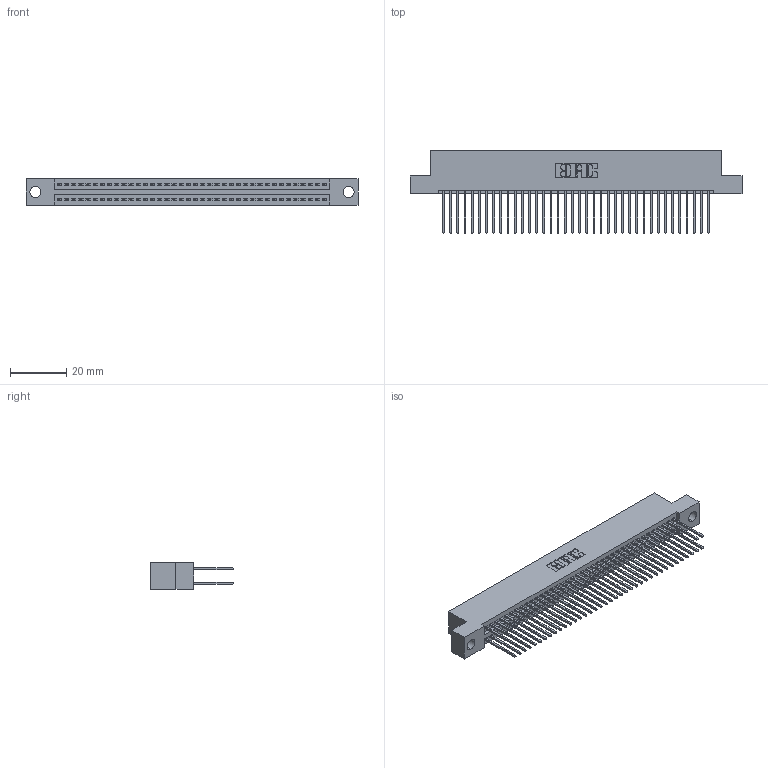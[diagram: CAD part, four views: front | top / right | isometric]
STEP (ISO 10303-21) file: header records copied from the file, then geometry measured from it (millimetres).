
FILE_DESCRIPTION (( 'STEP AP203' ), '1' );
FILE_NAME ('395-076-540-204.STEP', '2021-06-17T06:00:05', ( '' ), ( '' ), 'SwSTEP 2.0', 'SolidWorks 2020', '' );
FILE_SCHEMA (( 'CONFIG_CONTROL_DESIGN' ));
Length unit declared in the file: inch
Products named in the file (3): 345-292-001_345-293-140; 345 Part_Flush Mounting Lugs - 0.156 Dia-TI; 395-076-540-204
Assembly tree (77 placements, depth 2):
  395-076-540-204
    345 Part_Flush Mounting Lugs - 0.156 Dia-TI
    345-292-001_345-293-140  x76
Bounding box: 117.73 x 29.13 x 9.4 mm (x, y, z)
Volume: 11581.4 mm3; surface area: 18230 mm2
Topology: 77 solids, 77 shells, 3940 faces, 11701 edges, 7698 vertices
Faces by surface type: plane 2602, cylinder 1338
Entity records: 30791 total; most frequent: CARTESIAN_POINT 5170, ORIENTED_EDGE 5102, DIRECTION 4563, EDGE_CURVE 2551, VECTOR 2267, LINE 2267, VERTEX_POINT 1698, AXIS2_PLACEMENT_3D 1148
